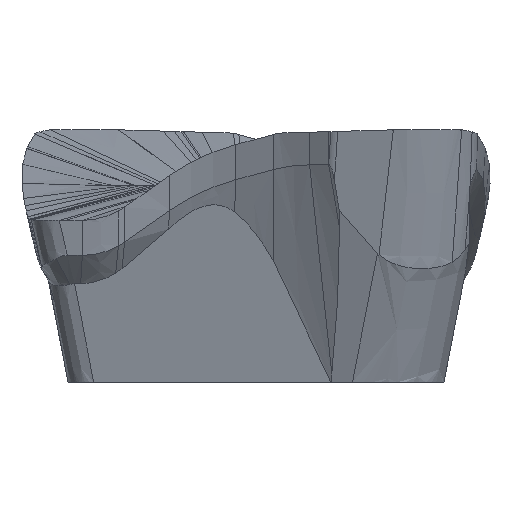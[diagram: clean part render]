
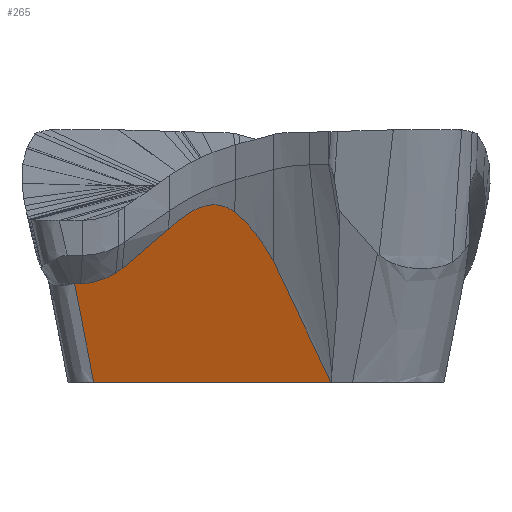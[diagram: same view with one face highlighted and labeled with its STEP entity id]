
A CAD part, left-side view. The second image highlights one B-rep face of the part: STEP entity #265.
In plain terms, the highlighted planar face has unit normal (-0.962, 0.084, -0.259).
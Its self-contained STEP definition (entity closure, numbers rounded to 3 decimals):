
#265=ADVANCED_FACE('',(#455),#367,.F.);
#367=PLANE('',#3329);
#455=FACE_OUTER_BOUND('',#626,.T.);
#626=EDGE_LOOP('',(#1098,#1099,#1100,#1101,#1102,#1103,#1104,#1105,#1106));
#1098=ORIENTED_EDGE('',*,*,#2109,.F.);
#1099=ORIENTED_EDGE('',*,*,#2110,.F.);
#1100=ORIENTED_EDGE('',*,*,#2111,.T.);
#1101=ORIENTED_EDGE('',*,*,#2112,.T.);
#1102=ORIENTED_EDGE('',*,*,#2113,.T.);
#1103=ORIENTED_EDGE('',*,*,#2114,.T.);
#1104=ORIENTED_EDGE('',*,*,#2115,.F.);
#1105=ORIENTED_EDGE('',*,*,#2116,.F.);
#1106=ORIENTED_EDGE('',*,*,#2117,.T.);
#1762=VERTEX_POINT('',#7012);
#1763=VERTEX_POINT('',#7014);
#1764=VERTEX_POINT('',#7063);
#1765=VERTEX_POINT('',#7083);
#1766=VERTEX_POINT('',#7094);
#1767=VERTEX_POINT('',#7101);
#1768=VERTEX_POINT('',#7109);
#1769=VERTEX_POINT('',#7114);
#1770=VERTEX_POINT('',#7116);
#2109=EDGE_CURVE('',#1763,#1762,#2541,.T.);
#2110=EDGE_CURVE('',#1764,#1763,#2542,.T.);
#2111=EDGE_CURVE('',#1764,#1765,#2543,.T.);
#2112=EDGE_CURVE('',#1765,#1766,#2544,.T.);
#2113=EDGE_CURVE('',#1766,#1767,#2545,.T.);
#2114=EDGE_CURVE('',#1767,#1768,#2546,.T.);
#2115=EDGE_CURVE('',#1769,#1768,#2547,.T.);
#2116=EDGE_CURVE('',#1770,#1769,#2939,.T.);
#2117=EDGE_CURVE('',#1770,#1762,#2940,.T.);
#2541=B_SPLINE_CURVE_WITH_KNOTS('',3,(#7015,#7016,#7017,#7018,#7019,#7020,
#7021,#7022,#7023,#7024),.UNSPECIFIED.,.F.,.F.,(4,1,1,1,1,1,1,4),(0.,0.143,
0.286,0.429,0.571,0.714,0.857,
1.),.UNSPECIFIED.);
#2542=B_SPLINE_CURVE_WITH_KNOTS('',3,(#7053,#7054,#7055,#7056,#7057,#7058,
#7059,#7060,#7061,#7062),.UNSPECIFIED.,.F.,.F.,(4,1,1,1,1,1,1,4),(0.,0.143,
0.286,0.429,0.571,0.714,0.857,
1.),.UNSPECIFIED.);
#2543=B_SPLINE_CURVE_WITH_KNOTS('',3,(#7064,#7065,#7066,#7067,#7068,#7069,
#7070,#7071,#7072,#7073,#7074,#7075,#7076,#7077,#7078,#7079,#7080,#7081,
#7082),.UNSPECIFIED.,.F.,.F.,(4,1,1,1,1,1,1,1,1,1,1,1,1,1,1,1,4),(0.,0.063,
0.125,0.188,0.25,0.313,0.375,0.438,0.5,0.563,0.625,0.688,0.75,0.813,
0.875,0.938,1.),.UNSPECIFIED.);
#2544=B_SPLINE_CURVE_WITH_KNOTS('',3,(#7084,#7085,#7086,#7087,#7088,#7089,
#7090,#7091,#7092,#7093),.UNSPECIFIED.,.F.,.F.,(4,3,3,4),(0.,0.334,
0.667,1.),.UNSPECIFIED.);
#2545=B_SPLINE_CURVE_WITH_KNOTS('',3,(#7095,#7096,#7097,#7098,#7099,#7100),
 .UNSPECIFIED.,.F.,.F.,(4,1,1,4),(0.,0.333,0.667,1.),
 .UNSPECIFIED.);
#2546=B_SPLINE_CURVE_WITH_KNOTS('',3,(#7102,#7103,#7104,#7105,#7106,#7107,
#7108),.UNSPECIFIED.,.F.,.F.,(4,3,4),(0.,0.525,1.),
 .UNSPECIFIED.);
#2547=B_SPLINE_CURVE_WITH_KNOTS('',3,(#7110,#7111,#7112,#7113),
 .UNSPECIFIED.,.F.,.F.,(4,4),(0.,1.),.UNSPECIFIED.);
#2939=LINE('',#7115,#3076);
#2940=LINE('',#7117,#3077);
#3076=VECTOR('',#3489,1.);
#3077=VECTOR('',#3490,1.);
#3329=AXIS2_PLACEMENT_3D('',#7118,#3491,#3492);
#3489=DIRECTION('',(-0.24,0.185,0.953));
#3490=DIRECTION('',(-0.087,-0.996,0.));
#3491=DIRECTION('',(0.962,-0.084,0.259));
#3492=DIRECTION('',(-0.258,0.023,0.966));
#7012=CARTESIAN_POINT('',(-4.49,-1.069,-3.6));
#7014=CARTESIAN_POINT('',(-4.884,-0.246,-1.868));
#7015=CARTESIAN_POINT('',(-4.884,-0.246,-1.868));
#7016=CARTESIAN_POINT('',(-4.871,-0.279,-1.927));
#7017=CARTESIAN_POINT('',(-4.843,-0.346,-2.053));
#7018=CARTESIAN_POINT('',(-4.796,-0.45,-2.264));
#7019=CARTESIAN_POINT('',(-4.743,-0.56,-2.496));
#7020=CARTESIAN_POINT('',(-4.685,-0.676,-2.747));
#7021=CARTESIAN_POINT('',(-4.624,-0.799,-3.015));
#7022=CARTESIAN_POINT('',(-4.559,-0.929,-3.3));
#7023=CARTESIAN_POINT('',(-4.513,-1.021,-3.498));
#7024=CARTESIAN_POINT('',(-4.49,-1.069,-3.6));
#7053=CARTESIAN_POINT('',(-5.023,0.306,-1.172));
#7054=CARTESIAN_POINT('',(-5.021,0.284,-1.188));
#7055=CARTESIAN_POINT('',(-5.015,0.239,-1.223));
#7056=CARTESIAN_POINT('',(-5.004,0.168,-1.289));
#7057=CARTESIAN_POINT('',(-4.989,0.093,-1.369));
#7058=CARTESIAN_POINT('',(-4.97,0.014,-1.465));
#7059=CARTESIAN_POINT('',(-4.946,-0.069,-1.579));
#7060=CARTESIAN_POINT('',(-4.918,-0.155,-1.711));
#7061=CARTESIAN_POINT('',(-4.896,-0.215,-1.813));
#7062=CARTESIAN_POINT('',(-4.884,-0.246,-1.868));
#7063=CARTESIAN_POINT('',(-5.023,0.306,-1.172));
#7064=CARTESIAN_POINT('',(-5.023,0.306,-1.172));
#7065=CARTESIAN_POINT('',(-5.025,0.322,-1.16));
#7066=CARTESIAN_POINT('',(-5.028,0.355,-1.138));
#7067=CARTESIAN_POINT('',(-5.03,0.401,-1.114));
#7068=CARTESIAN_POINT('',(-5.031,0.446,-1.095));
#7069=CARTESIAN_POINT('',(-5.031,0.49,-1.082));
#7070=CARTESIAN_POINT('',(-5.03,0.534,-1.074));
#7071=CARTESIAN_POINT('',(-5.027,0.579,-1.069));
#7072=CARTESIAN_POINT('',(-5.023,0.625,-1.07));
#7073=CARTESIAN_POINT('',(-5.017,0.674,-1.075));
#7074=CARTESIAN_POINT('',(-5.009,0.726,-1.086));
#7075=CARTESIAN_POINT('',(-5.,0.783,-1.103));
#7076=CARTESIAN_POINT('',(-4.988,0.845,-1.128));
#7077=CARTESIAN_POINT('',(-4.972,0.914,-1.163));
#7078=CARTESIAN_POINT('',(-4.954,0.988,-1.208));
#7079=CARTESIAN_POINT('',(-4.931,1.068,-1.264));
#7080=CARTESIAN_POINT('',(-4.906,1.155,-1.333));
#7081=CARTESIAN_POINT('',(-4.885,1.217,-1.387));
#7082=CARTESIAN_POINT('',(-4.875,1.25,-1.416));
#7083=CARTESIAN_POINT('',(-4.875,1.25,-1.416));
#7084=CARTESIAN_POINT('',(-4.875,1.25,-1.416));
#7085=CARTESIAN_POINT('',(-4.851,1.321,-1.481));
#7086=CARTESIAN_POINT('',(-4.827,1.393,-1.546));
#7087=CARTESIAN_POINT('',(-4.804,1.466,-1.609));
#7088=CARTESIAN_POINT('',(-4.78,1.538,-1.673));
#7089=CARTESIAN_POINT('',(-4.757,1.611,-1.736));
#7090=CARTESIAN_POINT('',(-4.734,1.686,-1.798));
#7091=CARTESIAN_POINT('',(-4.711,1.76,-1.86));
#7092=CARTESIAN_POINT('',(-4.688,1.835,-1.92));
#7093=CARTESIAN_POINT('',(-4.665,1.911,-1.98));
#7094=CARTESIAN_POINT('',(-4.665,1.911,-1.98));
#7095=CARTESIAN_POINT('',(-4.665,1.911,-1.98));
#7096=CARTESIAN_POINT('',(-4.662,1.921,-1.987));
#7097=CARTESIAN_POINT('',(-4.657,1.94,-2.002));
#7098=CARTESIAN_POINT('',(-4.648,1.971,-2.024));
#7099=CARTESIAN_POINT('',(-4.643,1.991,-2.037));
#7100=CARTESIAN_POINT('',(-4.64,2.002,-2.044));
#7101=CARTESIAN_POINT('',(-4.64,2.002,-2.044));
#7102=CARTESIAN_POINT('',(-4.64,2.002,-2.044));
#7103=CARTESIAN_POINT('',(-4.62,2.079,-2.092));
#7104=CARTESIAN_POINT('',(-4.603,2.164,-2.131));
#7105=CARTESIAN_POINT('',(-4.588,2.253,-2.156));
#7106=CARTESIAN_POINT('',(-4.575,2.333,-2.179));
#7107=CARTESIAN_POINT('',(-4.564,2.417,-2.191));
#7108=CARTESIAN_POINT('',(-4.556,2.501,-2.193));
#7109=CARTESIAN_POINT('',(-4.556,2.501,-2.193));
#7110=CARTESIAN_POINT('',(-4.548,2.588,-2.195));
#7111=CARTESIAN_POINT('',(-4.551,2.559,-2.194));
#7112=CARTESIAN_POINT('',(-4.554,2.53,-2.194));
#7113=CARTESIAN_POINT('',(-4.556,2.501,-2.193));
#7114=CARTESIAN_POINT('',(-4.548,2.588,-2.195));
#7115=CARTESIAN_POINT('',(-4.194,2.315,-3.6));
#7116=CARTESIAN_POINT('',(-4.194,2.315,-3.6));
#7117=CARTESIAN_POINT('',(-4.194,2.315,-3.6));
#7118=CARTESIAN_POINT('',(-4.728,5.433,-0.6));
